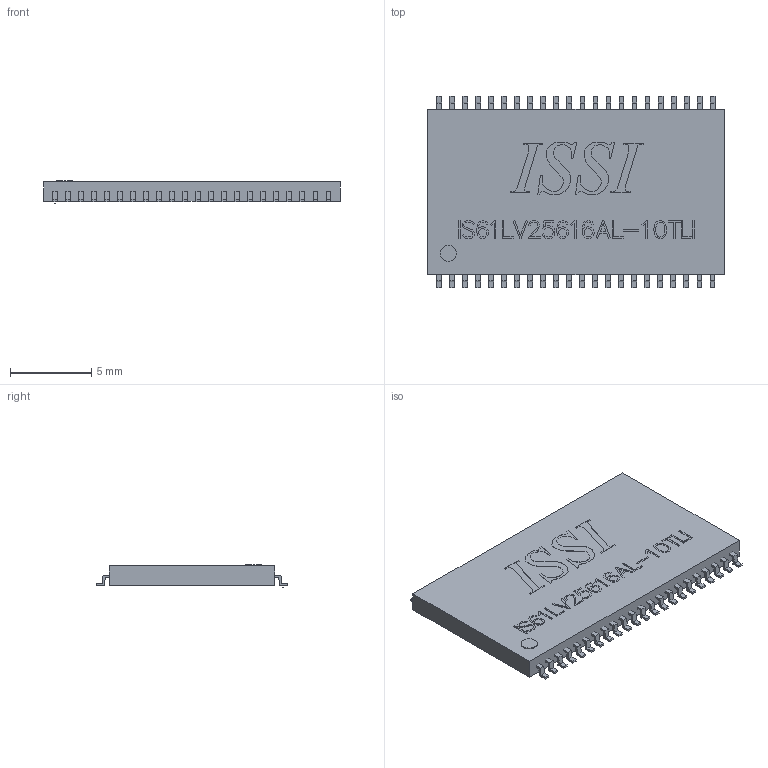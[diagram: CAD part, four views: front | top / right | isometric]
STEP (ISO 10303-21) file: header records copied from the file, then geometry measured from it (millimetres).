
FILE_DESCRIPTION (( 'STEP AP214' ), '1' );
FILE_NAME ('SW3dPS-TSOP2-44_IS.STEP', '2009-10-06T12:25:05', ( 'sysAdmin' ), ( 'SolidWorks' ), 'SwSTEP 2.0', 'SolidWorks 2009', '' );
FILE_SCHEMA (( 'AUTOMOTIVE_DESIGN' ));
Length unit declared in the file: millimetre
Products named in the file (44): SW3dPS-TSOP2-44_IS_Extruded24; SW3dPS-TSOP2-44_IS_457824977; SW3dPS-TSOP2-44_IS_Extruded27; SW3dPS-TSOP2-44_IS_457817553; SW3dPS-TSOP2-44_IS_Board4; SW3dPS-TSOP2-44_IS_Board5; SW3dPS-TSOP2-44_IS_Board3; SW3dPS-TSOP2-44_IS_Extruded18; SW3dPS-TSOP2-44_IS_352644049; SW3dPS-TSOP2-44_IS_Free-Models5; SW3dPS-TSOP2-44_IS_PINTSOP2-55; SW3dPS-TSOP2-44_IS_352417473; SW3dPS-TSOP2-44_IS_Free-Models4; SW3dPS-TSOP2-44_IS_TSOP2-45; SW3dPS-TSOP2-44_IS_Extruded25; SW3dPS-TSOP2-44_IS_352644689; SW3dPS-TSOP2-44_IS_Cylinder1; SW3dPS-TSOP2-44_IS_Open CASCADE STEP translator 6.2 47.3; SW3dPS-TSOP2-44_IS_Extruded30; SW3dPS-TSOP2-44_IS_457820497; SW3dPS-TSOP2-44_IS_Extruded16; SW3dPS-TSOP2-44_IS_457820625; SW3dPS-TSOP2-44_IS_457821137; SW3dPS-TSOP2-44_IS_Extruded29; SW3dPS-TSOP2-44_IS_Free-Models3; SW3dPS-TSOP2-44_IS; SW3dPS-TSOP2-44_IS_457822673; SW3dPS-TSOP2-44_IS_Extruded22; SW3dPS-TSOP2-44_IS_457822545; SW3dPS-TSOP2-44_IS_Extruded20; SW3dPS-TSOP2-44_IS_457826385; SW3dPS-TSOP2-44_IS_Extruded21; SW3dPS-TSOP2-44_IS_457825745; SW3dPS-TSOP2-44_IS_Extruded23; SW3dPS-TSOP2-44_IS_457825489; SW3dPS-TSOP2-44_IS_Extruded31; SW3dPS-TSOP2-44_IS_457817425; SW3dPS-TSOP2-44_IS_Extruded28; SW3dPS-TSOP2-44_IS_457826641; SW3dPS-TSOP2-44_IS_Extruded17 ...
Assembly tree (95 placements, depth 8):
  SW3dPS-TSOP2-44_IS
    SW3dPS-TSOP2-44_IS_Open CASCADE STEP translator 6.2 47.3
      SW3dPS-TSOP2-44_IS_TSOP2-45
        SW3dPS-TSOP2-44_IS_Free-Models4
          SW3dPS-TSOP2-44_IS_PINTSOP2-55  x44
            SW3dPS-TSOP2-44_IS_Free-Models5
              SW3dPS-TSOP2-44_IS_352644049
                SW3dPS-TSOP2-44_IS_Extruded18
            SW3dPS-TSOP2-44_IS_Board3
          SW3dPS-TSOP2-44_IS_352644689
            SW3dPS-TSOP2-44_IS_Extruded25
          SW3dPS-TSOP2-44_IS_352417473
            SW3dPS-TSOP2-44_IS_Cylinder1
        SW3dPS-TSOP2-44_IS_Board5
    SW3dPS-TSOP2-44_IS_Free-Models3
      SW3dPS-TSOP2-44_IS_457822673  x3
        SW3dPS-TSOP2-44_IS_Extruded21
      SW3dPS-TSOP2-44_IS_457817553  x3
        SW3dPS-TSOP2-44_IS_Extruded27
      SW3dPS-TSOP2-44_IS_457826641
        SW3dPS-TSOP2-44_IS_Extruded26
      SW3dPS-TSOP2-44_IS_457821137  x2
        SW3dPS-TSOP2-44_IS_Extruded29
      SW3dPS-TSOP2-44_IS_457822545
        SW3dPS-TSOP2-44_IS_Extruded22
      SW3dPS-TSOP2-44_IS_457827281
        SW3dPS-TSOP2-44_IS_Extruded17
      SW3dPS-TSOP2-44_IS_457825489
        SW3dPS-TSOP2-44_IS_Extruded23
      SW3dPS-TSOP2-44_IS_457820625  x2
        SW3dPS-TSOP2-44_IS_Extruded16
      SW3dPS-TSOP2-44_IS_457823057  x3
        SW3dPS-TSOP2-44_IS_Extruded19
      SW3dPS-TSOP2-44_IS_457820497  x2
        SW3dPS-TSOP2-44_IS_Extruded30
      SW3dPS-TSOP2-44_IS_457825745
        SW3dPS-TSOP2-44_IS_Extruded28
      SW3dPS-TSOP2-44_IS_457824977
        SW3dPS-TSOP2-44_IS_Extruded24
      SW3dPS-TSOP2-44_IS_457817425
        SW3dPS-TSOP2-44_IS_Extruded31
      SW3dPS-TSOP2-44_IS_457826385
        SW3dPS-TSOP2-44_IS_Extruded20
    SW3dPS-TSOP2-44_IS_Board4
Bounding box: 18.21 x 11.76 x 1.39 mm (x, y, z)
Volume: 225.2 mm3; surface area: 533.1 mm2
Topology: 110 solids, 120 shells, 1247 faces, 3046 edges, 2034 vertices
Faces by surface type: plane 1245, cylinder 2
Entity records: 12771 total; most frequent: CARTESIAN_POINT 2061, DIRECTION 1910, ORIENTED_EDGE 1884, EDGE_CURVE 948, VECTOR 944, LINE 944, VERTEX_POINT 634, AXIS2_PLACEMENT_3D 483
